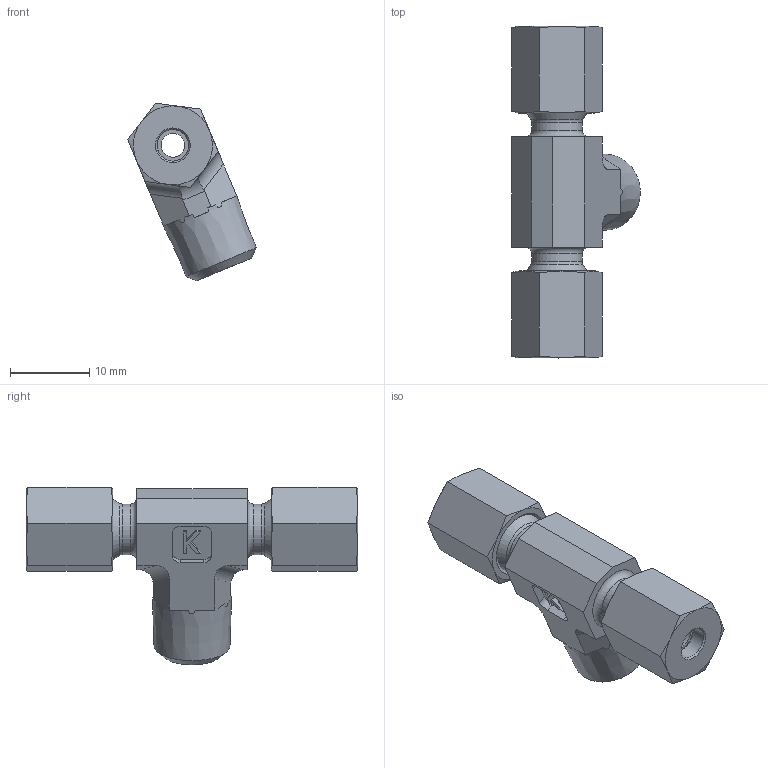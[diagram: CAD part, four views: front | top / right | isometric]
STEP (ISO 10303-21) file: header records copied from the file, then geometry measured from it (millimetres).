
FILE_DESCRIPTION((''),'2;1');
FILE_NAME('29001041808.stp','2014-08-21T15:24:01',(''),('KNOMI spol. s r. o.'),'Autodesk Inventor 2012','Autodesk Inventor 2012','');
FILE_SCHEMA(('AUTOMOTIVE_DESIGN { 1 2 10303 214 0 1 1 1 }'));
Length unit declared in the file: millimetre
Products named in the file (4): THCR1K 4LLRkuž R1/8/ M8x1; 28001041808; 3900408; 40004
Assembly tree (5 placements, depth 2):
  THCR1K 4LLRkuž R1/8/ M8x1
    28001041808
    3900408  x2
    40004  x2
Bounding box: 16.29 x 42 x 22.48 mm (x, y, z)
Volume: 3728.2 mm3; surface area: 3671.3 mm2
Topology: 5 solids, 5 shells, 159 faces, 392 edges, 253 vertices
Faces by surface type: plane 78, cone 47, cylinder 28, torus 6
Full cylindrical faces by diameter (mm): 3 x1, 3.5 x1, 4 x6, 4.9 x2, 5.5 x2, 6.4 x2, 6.917 x2, 8 x2
Entity records: 3816 total; most frequent: CARTESIAN_POINT 756, DIRECTION 593, ORIENTED_EDGE 538, EDGE_CURVE 269, AXIS2_PLACEMENT_3D 229, VERTEX_POINT 189, EDGE_LOOP 172, VECTOR 135
